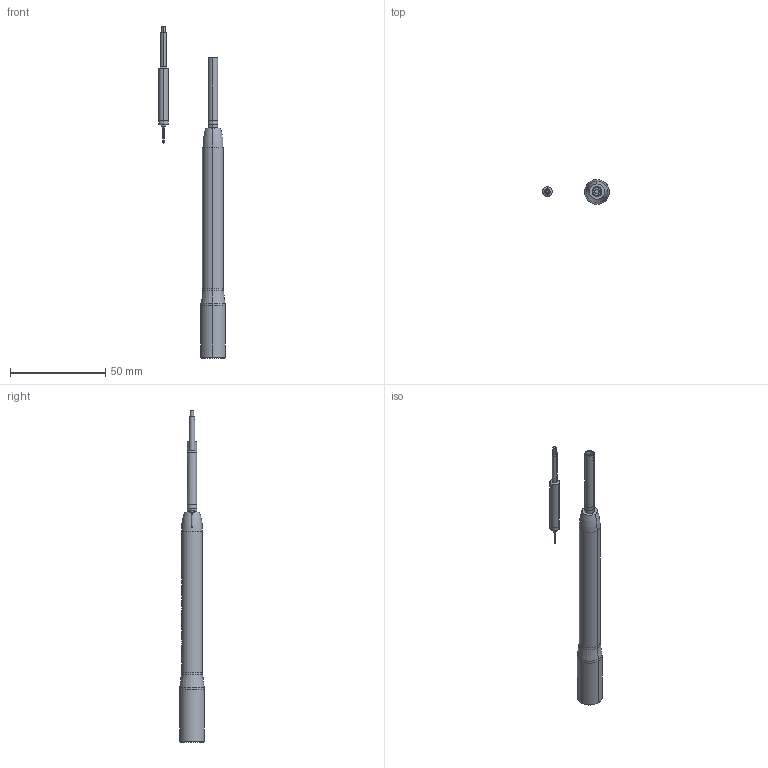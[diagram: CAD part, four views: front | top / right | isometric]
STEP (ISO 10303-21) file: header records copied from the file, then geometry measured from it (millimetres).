
FILE_DESCRIPTION (( 'STEP AP214' ), '1' );
FILE_NAME ('MOD-32003.STEP', '2021-01-22T09:36:57', ( '' ), ( '' ), 'SwSTEP 2.0', 'SolidWorks 2020', '' );
FILE_SCHEMA (( 'AUTOMOTIVE_DESIGN' ));
Length unit declared in the file: millimetre
Products named in the file (1): MOD-32003
Bounding box: 35.01 x 13 x 174.3 mm (x, y, z)
Volume: 13916.4 mm3; surface area: 5900.1 mm2
Topology: 2 solids, 2 shells, 502 faces, 1401 edges, 918 vertices
Faces by surface type: plane 194, bspline 176, cylinder 100, cone 26, torus 6
Entity records: 44369 total; most frequent: CARTESIAN_POINT 27452, ORIENTED_EDGE 2786, DIRECTION 1777, EDGE_CURVE 1393, VERTEX_POINT 918, AXIS2_PLACEMENT_3D 661, B_SPLINE_CURVE_WITH_KNOTS 596, EDGE_LOOP 525
